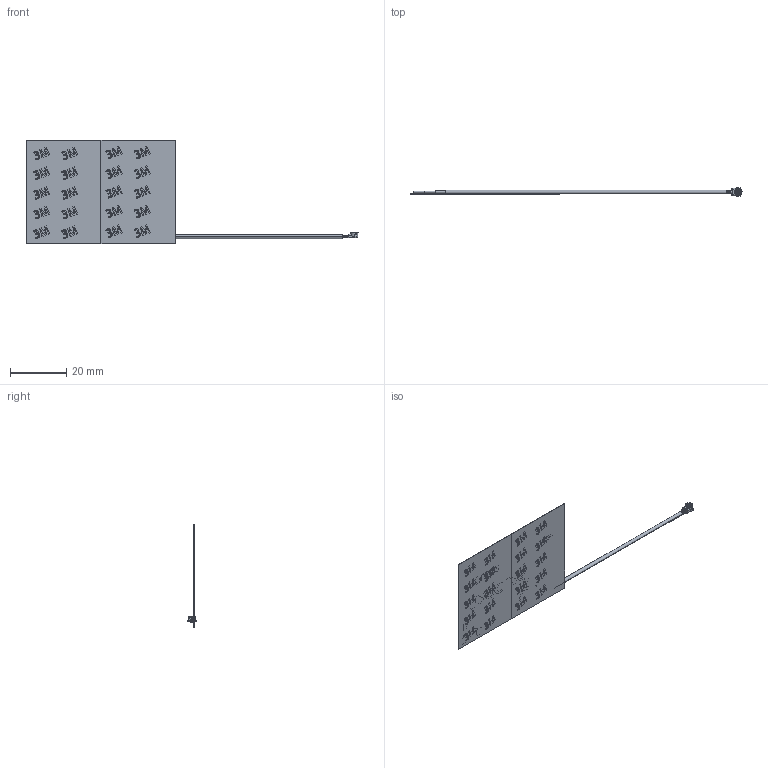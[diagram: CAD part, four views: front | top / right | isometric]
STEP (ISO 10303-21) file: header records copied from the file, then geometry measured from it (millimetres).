
FILE_DESCRIPTION (( 'STEP AP214' ), '1' );
FILE_NAME ('FXR.01.07.0100C.A_Web.STEP', '2022-03-15T16:07:43', ( '' ), ( '' ), 'SwSTEP 2.0', 'SolidWorks 2018', '' );
FILE_SCHEMA (( 'AUTOMOTIVE_DESIGN' ));
Length unit declared in the file: millimetre
Products named in the file (1): FXR.01.07.0100C.A_Web
Bounding box: 118.06 x 3 x 36.83 mm (x, y, z)
Surface area: 7433.9 mm2 (no closed solid volume)
Topology: 0 solids, 22 shells, 440 faces, 3413 edges, 2873 vertices
Faces by surface type: plane 276, bspline 89, cylinder 58, cone 17
Entity records: 46804 total; most frequent: CARTESIAN_POINT 20398, ORIENTED_EDGE 4168, EDGE_CURVE 3409, DIRECTION 3136, VERTEX_POINT 2873, VECTOR 2086, LINE 2086, B_SPLINE_CURVE_WITH_KNOTS 1142
